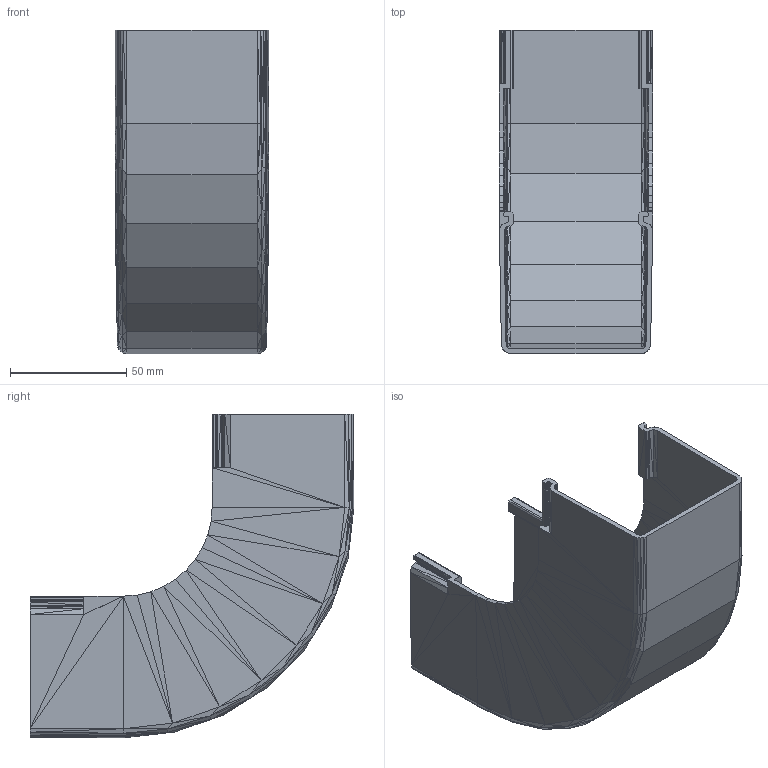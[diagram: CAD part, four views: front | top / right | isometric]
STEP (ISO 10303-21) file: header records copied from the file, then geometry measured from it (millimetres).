
FILE_DESCRIPTION(('FreeCAD Model'),'2;1');
FILE_NAME('Open CASCADE Shape Model','2022-12-06T13:41:55',('Author'),( ''),'Open CASCADE STEP processor 7.6','FreeCAD','Unknown');
FILE_SCHEMA(('AUTOMOTIVE_DESIGN { 1 0 10303 214 1 1 1 1 }'));
Length unit declared in the file: millimetre
Products named in the file (1): DS_060_311S0____________________________________________________90_____
_______________________________________60mm_vertical_up_elbow001001 
(Solid)
Bounding box: 66.31 x 139.49 x 139.49 mm (x, y, z)
Volume: 74057.7 mm3; surface area: 75111 mm2
Topology: 1 solids, 1 shells, 523 faces, 939 edges, 418 vertices
Faces by surface type: plane 523
Entity records: 23830 total; most frequent: DIRECTION 3865, CARTESIAN_POINT 3759, LINE 2817, VECTOR 2817, ORIENTED_EDGE 1878, PCURVE 1878, DEFINITIONAL_REPRESENTATION 1878, EDGE_CURVE 939
